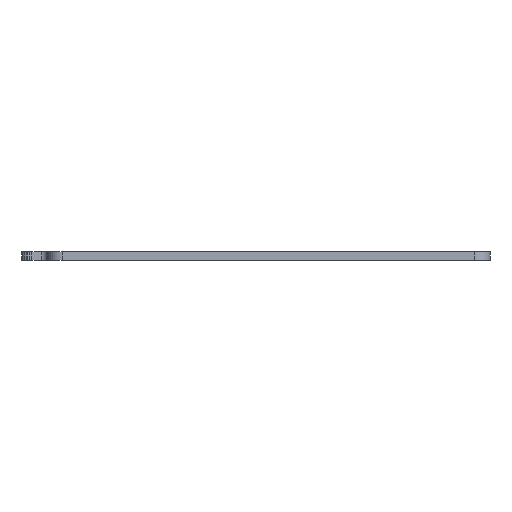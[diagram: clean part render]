
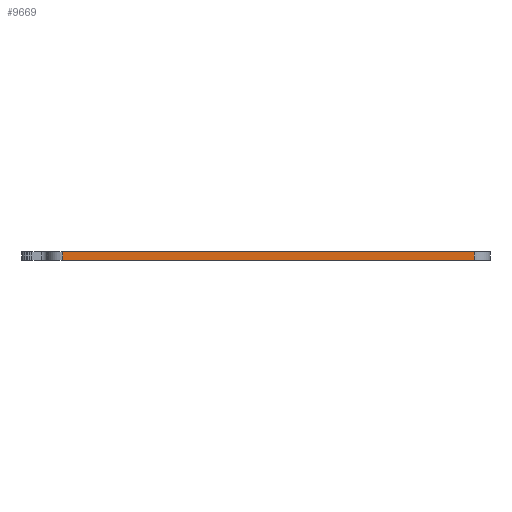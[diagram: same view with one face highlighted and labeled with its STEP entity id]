
A CAD part, left-side view. The second image highlights one B-rep face of the part: STEP entity #9669.
In plain terms, the highlighted planar face has unit normal (-1, 0, 0).
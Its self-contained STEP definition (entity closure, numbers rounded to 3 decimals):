
#350 = VERTEX_POINT('',#351);
#351 = CARTESIAN_POINT('',(-94.456,-39.159,0.));
#358 = EDGE_CURVE('',#350,#359,#361,.T.);
#359 = VERTEX_POINT('',#360);
#360 = CARTESIAN_POINT('',(-94.456,34.659,0.));
#361 = LINE('',#362,#363);
#362 = CARTESIAN_POINT('',(-94.456,-39.159,0.));
#363 = VECTOR('',#364,1.);
#364 = DIRECTION('',(0.,1.,0.));
#4928 = VERTEX_POINT('',#4929);
#4929 = CARTESIAN_POINT('',(-94.456,-39.159,1.6));
#4936 = EDGE_CURVE('',#4928,#4937,#4939,.T.);
#4937 = VERTEX_POINT('',#4938);
#4938 = CARTESIAN_POINT('',(-94.456,34.659,1.6));
#4939 = LINE('',#4940,#4941);
#4940 = CARTESIAN_POINT('',(-94.456,-39.159,1.6));
#4941 = VECTOR('',#4942,1.);
#4942 = DIRECTION('',(0.,1.,0.));
#9639 = EDGE_CURVE('',#359,#4937,#9640,.T.);
#9640 = LINE('',#9641,#9642);
#9641 = CARTESIAN_POINT('',(-94.456,34.659,0.));
#9642 = VECTOR('',#9643,1.);
#9643 = DIRECTION('',(0.,0.,1.));
#9669 = ADVANCED_FACE('',(#9670),#9681,.T.);
#9670 = FACE_BOUND('',#9671,.T.);
#9671 = EDGE_LOOP('',(#9672,#9678,#9679,#9680));
#9672 = ORIENTED_EDGE('',*,*,#9673,.T.);
#9673 = EDGE_CURVE('',#350,#4928,#9674,.T.);
#9674 = LINE('',#9675,#9676);
#9675 = CARTESIAN_POINT('',(-94.456,-39.159,0.));
#9676 = VECTOR('',#9677,1.);
#9677 = DIRECTION('',(0.,0.,1.));
#9678 = ORIENTED_EDGE('',*,*,#4936,.T.);
#9679 = ORIENTED_EDGE('',*,*,#9639,.F.);
#9680 = ORIENTED_EDGE('',*,*,#358,.F.);
#9681 = PLANE('',#9682);
#9682 = AXIS2_PLACEMENT_3D('',#9683,#9684,#9685);
#9683 = CARTESIAN_POINT('',(-94.456,-39.159,0.));
#9684 = DIRECTION('',(-1.,0.,0.));
#9685 = DIRECTION('',(0.,1.,0.));
